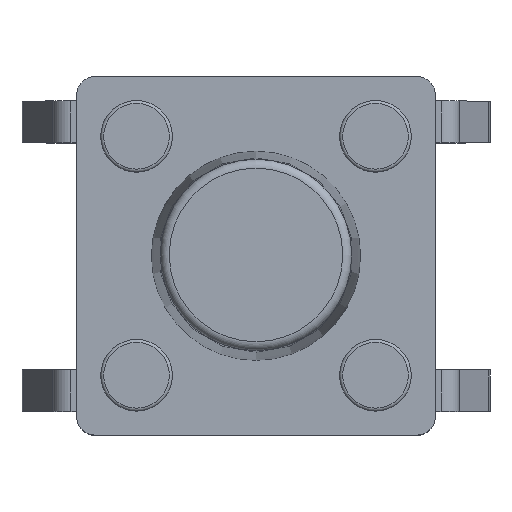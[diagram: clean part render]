
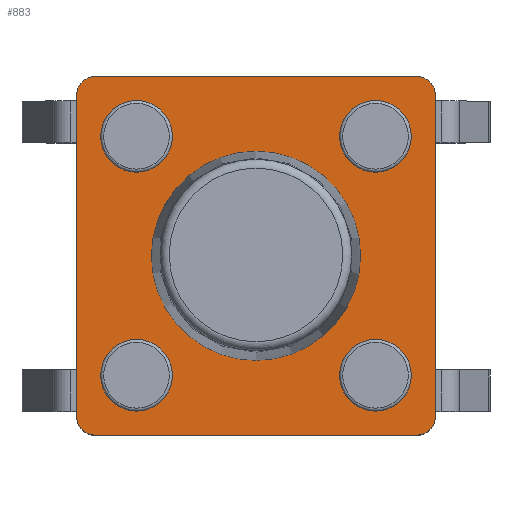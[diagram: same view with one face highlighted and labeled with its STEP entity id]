
A CAD part, top view. The second image highlights one B-rep face of the part: STEP entity #883.
In plain terms, the highlighted planar face has unit normal (0, 0, 1).
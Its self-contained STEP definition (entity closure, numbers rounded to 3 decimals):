
#730 = VERTEX_POINT('',#731);
#731 = CARTESIAN_POINT('',(0.3,6.,0.1));
#737 = EDGE_CURVE('',#730,#738,#740,.T.);
#738 = VERTEX_POINT('',#739);
#739 = CARTESIAN_POINT('',(5.7,6.,0.1));
#740 = LINE('',#741,#742);
#741 = CARTESIAN_POINT('',(0.,6.,0.1));
#742 = VECTOR('',#743,1.);
#743 = DIRECTION('',(1.,0.,0.));
#839 = VERTEX_POINT('',#840);
#840 = CARTESIAN_POINT('',(0.,5.7,0.1));
#846 = EDGE_CURVE('',#730,#839,#847,.T.);
#847 = CIRCLE('',#848,0.3);
#848 = AXIS2_PLACEMENT_3D('',#849,#850,#851);
#849 = CARTESIAN_POINT('',(0.3,5.7,0.1));
#850 = DIRECTION('',(-0.,0.,1.));
#851 = DIRECTION('',(0.,-1.,0.));
#864 = VERTEX_POINT('',#865);
#865 = CARTESIAN_POINT('',(6.,5.7,0.1));
#871 = EDGE_CURVE('',#738,#864,#872,.T.);
#872 = CIRCLE('',#873,0.3);
#873 = AXIS2_PLACEMENT_3D('',#874,#875,#876);
#874 = CARTESIAN_POINT('',(5.7,5.7,0.1));
#875 = DIRECTION('',(-0.,-0.,-1.));
#876 = DIRECTION('',(0.,-1.,0.));
#883 = ADVANCED_FACE('',(#884,#929),#940,.F.);
#884 = FACE_BOUND('',#885,.F.);
#885 = EDGE_LOOP('',(#886,#887,#888,#896,#905,#913,#922,#928));
#886 = ORIENTED_EDGE('',*,*,#737,.T.);
#887 = ORIENTED_EDGE('',*,*,#871,.T.);
#888 = ORIENTED_EDGE('',*,*,#889,.T.);
#889 = EDGE_CURVE('',#864,#890,#892,.T.);
#890 = VERTEX_POINT('',#891);
#891 = CARTESIAN_POINT('',(6.,0.3,0.1));
#892 = LINE('',#893,#894);
#893 = CARTESIAN_POINT('',(6.,6.,0.1));
#894 = VECTOR('',#895,1.);
#895 = DIRECTION('',(0.,-1.,0.));
#896 = ORIENTED_EDGE('',*,*,#897,.T.);
#897 = EDGE_CURVE('',#890,#898,#900,.T.);
#898 = VERTEX_POINT('',#899);
#899 = CARTESIAN_POINT('',(5.7,0.,0.1));
#900 = CIRCLE('',#901,0.3);
#901 = AXIS2_PLACEMENT_3D('',#902,#903,#904);
#902 = CARTESIAN_POINT('',(5.7,0.3,0.1));
#903 = DIRECTION('',(-0.,-0.,-1.));
#904 = DIRECTION('',(0.,-1.,0.));
#905 = ORIENTED_EDGE('',*,*,#906,.T.);
#906 = EDGE_CURVE('',#898,#907,#909,.T.);
#907 = VERTEX_POINT('',#908);
#908 = CARTESIAN_POINT('',(0.3,0.,0.1));
#909 = LINE('',#910,#911);
#910 = CARTESIAN_POINT('',(6.,0.,0.1));
#911 = VECTOR('',#912,1.);
#912 = DIRECTION('',(-1.,0.,0.));
#913 = ORIENTED_EDGE('',*,*,#914,.F.);
#914 = EDGE_CURVE('',#915,#907,#917,.T.);
#915 = VERTEX_POINT('',#916);
#916 = CARTESIAN_POINT('',(0.,0.3,0.1));
#917 = CIRCLE('',#918,0.3);
#918 = AXIS2_PLACEMENT_3D('',#919,#920,#921);
#919 = CARTESIAN_POINT('',(0.3,0.3,0.1));
#920 = DIRECTION('',(-0.,0.,1.));
#921 = DIRECTION('',(0.,-1.,0.));
#922 = ORIENTED_EDGE('',*,*,#923,.T.);
#923 = EDGE_CURVE('',#915,#839,#924,.T.);
#924 = LINE('',#925,#926);
#925 = CARTESIAN_POINT('',(0.,0.,0.1));
#926 = VECTOR('',#927,1.);
#927 = DIRECTION('',(0.,1.,0.));
#928 = ORIENTED_EDGE('',*,*,#846,.F.);
#929 = FACE_BOUND('',#930,.F.);
#930 = EDGE_LOOP('',(#931));
#931 = ORIENTED_EDGE('',*,*,#932,.T.);
#932 = EDGE_CURVE('',#933,#933,#935,.T.);
#933 = VERTEX_POINT('',#934);
#934 = CARTESIAN_POINT('',(4.75,3.,0.1));
#935 = CIRCLE('',#936,1.75);
#936 = AXIS2_PLACEMENT_3D('',#937,#938,#939);
#937 = CARTESIAN_POINT('',(3.,3.,0.1));
#938 = DIRECTION('',(0.,0.,1.));
#939 = DIRECTION('',(1.,0.,0.));
#940 = PLANE('',#941);
#941 = AXIS2_PLACEMENT_3D('',#942,#943,#944);
#942 = CARTESIAN_POINT('',(3.,3.,0.1));
#943 = DIRECTION('',(-0.,-0.,-1.));
#944 = DIRECTION('',(-1.,0.,0.));
